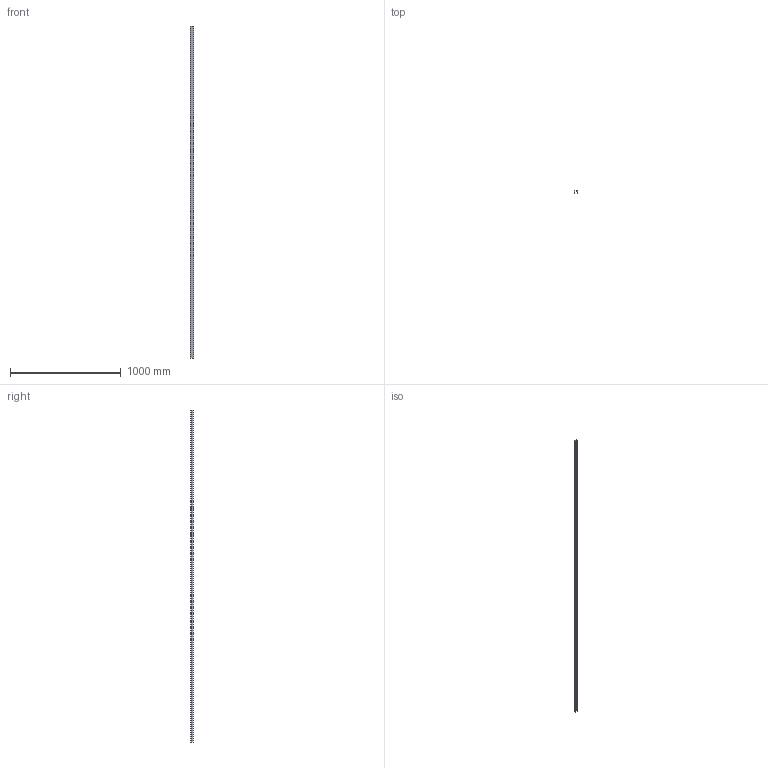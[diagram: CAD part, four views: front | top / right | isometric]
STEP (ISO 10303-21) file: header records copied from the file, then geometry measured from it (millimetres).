
FILE_DESCRIPTION (( 'STEP AP203' ), '1' );
FILE_NAME ('80532-ALU-3M.step', '2016-12-14T12:44:25', ( '' ), ( '' ), 'SwSTEP 2.0', 'SolidWorks 2015', '' );
FILE_SCHEMA (( 'CONFIG_CONTROL_DESIGN' ));
Length unit declared in the file: millimetre
Products named in the file (1): 80532-ALU-3M
Bounding box: 28 x 20 x 3000 mm (x, y, z)
Volume: 378205.1 mm3; surface area: 388537.9 mm2
Topology: 1 solids, 1 shells, 283 faces, 759 edges, 506 vertices
Faces by surface type: plane 151, bspline 126, cylinder 6
Entity records: 15402 total; most frequent: CARTESIAN_POINT 9091, ORIENTED_EDGE 1518, DIRECTION 835, EDGE_CURVE 759, VERTEX_POINT 506, VECTOR 495, LINE 495, EDGE_LOOP 311
